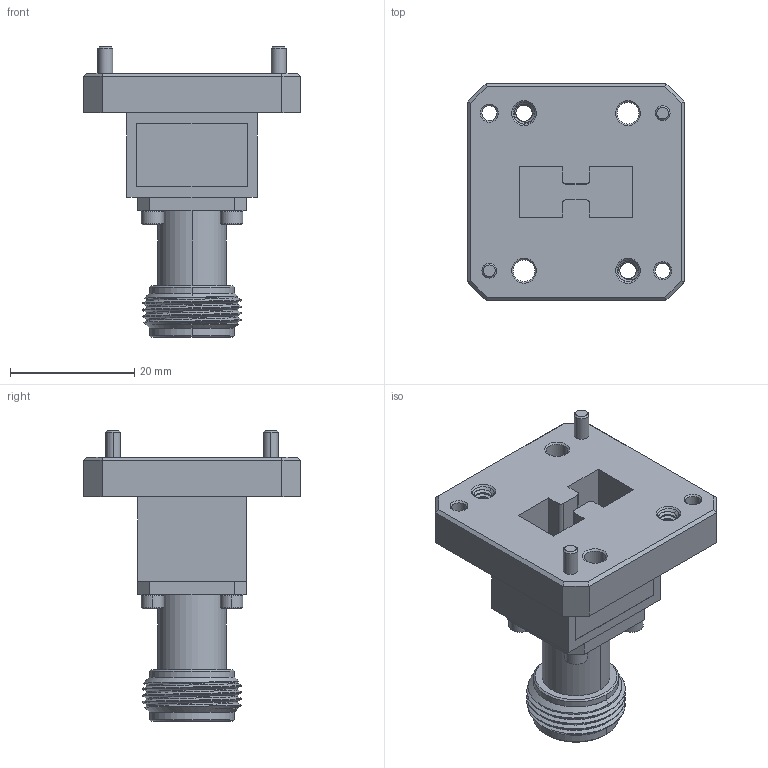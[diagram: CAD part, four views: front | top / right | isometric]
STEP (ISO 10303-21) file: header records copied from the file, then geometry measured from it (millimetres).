
FILE_DESCRIPTION (( 'STEP AP203' ), '1' );
FILE_NAME ('FMWCA1116.step', '2020-10-30T19:56:09', ( '' ), ( '' ), 'SwSTEP 2.0', 'SolidWorks 2018', '' );
FILE_SCHEMA (( 'CONFIG_CONTROL_DESIGN' ));
Length unit declared in the file: inch
Products named in the file (1): FMWCA1116
Bounding box: 35 x 35 x 46.9 mm (x, y, z)
Volume: 12859.7 mm3; surface area: 7561.1 mm2
Topology: 1 solids, 1 shells, 302 faces, 719 edges, 441 vertices
Faces by surface type: plane 106, cylinder 90, cone 83, bspline 23
Entity records: 14868 total; most frequent: CARTESIAN_POINT 8257, ORIENTED_EDGE 1438, DIRECTION 1254, EDGE_CURVE 719, AXIS2_PLACEMENT_3D 463, VERTEX_POINT 441, EDGE_LOOP 336, LINE 328
